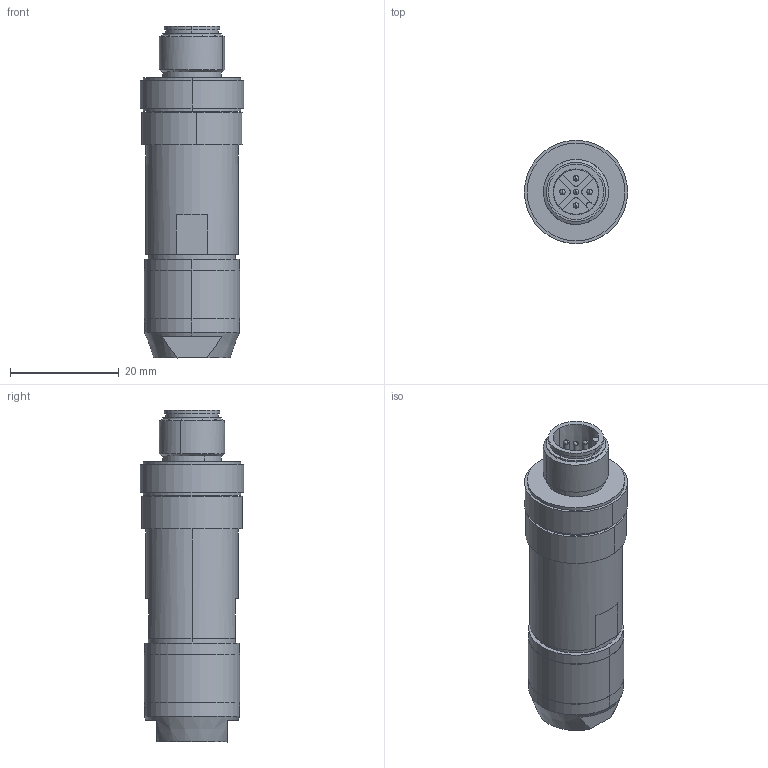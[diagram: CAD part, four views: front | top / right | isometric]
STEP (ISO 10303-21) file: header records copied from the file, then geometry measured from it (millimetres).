
FILE_DESCRIPTION(('STEP AP242'),'1');
FILE_NAME('connector_xzcc12mdb50r.stp','2021-06-15T11:17:13',('TraceParts'),('TraceParts S.A.'),'Spatial InterOp 3D',' ',' ');
FILE_SCHEMA(('AP242_MANAGED_MODEL_BASED_3D_ENGINEERING_MIM_LF {1 0 10303 442 1 1 4}'));
Length unit declared in the file: millimetre
Products named in the file (1): connector_xzcc12mdb50r
Bounding box: 19.02 x 19.02 x 61.12 mm (x, y, z)
Volume: 9696 mm3; surface area: 5979.5 mm2
Topology: 1 solids, 1 shells, 517 faces, 1414 edges, 931 vertices
Faces by surface type: plane 337, cylinder 141, sphere 15, cone 14, torus 10
Entity records: 22120 total; most frequent: CARTESIAN_POINT 4959, ORIENTED_EDGE 2808, DIRECTION 2744, EDGE_CURVE 1404, LINE 956, VECTOR 956, VERTEX_POINT 931, AXIS2_PLACEMENT_3D 894
